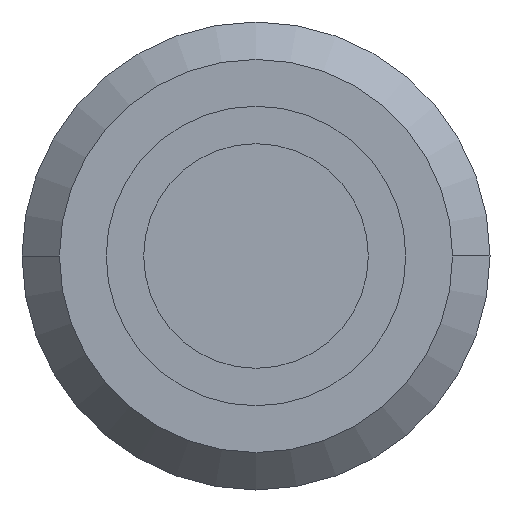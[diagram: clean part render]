
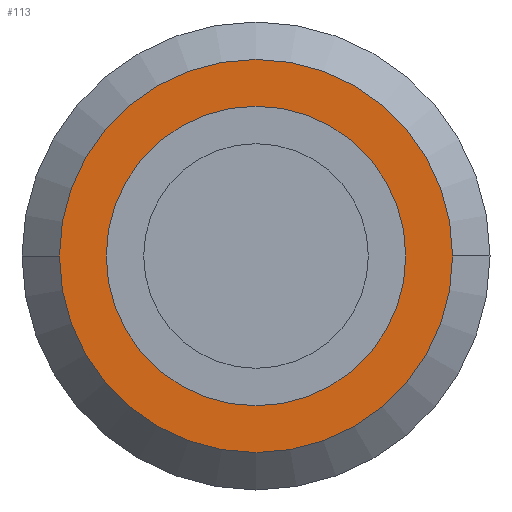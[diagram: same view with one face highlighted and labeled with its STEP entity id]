
A CAD part, left-side view. The second image highlights one B-rep face of the part: STEP entity #113.
In plain terms, the highlighted planar face has unit normal (-1, 0, 0).
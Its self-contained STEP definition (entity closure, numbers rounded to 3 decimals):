
#4 = EDGE_LOOP ( 'NONE', ( #234, #146 ) ) ;
#16 = FACE_BOUND ( 'NONE', #4, .T. ) ;
#19 = EDGE_CURVE ( 'NONE', #267, #274, #131, .T. ) ;
#36 = DIRECTION ( 'NONE',  ( -1., 0., 0. ) ) ;
#89 = AXIS2_PLACEMENT_3D ( 'NONE', #296, #393, #339 ) ;
#97 = DIRECTION ( 'NONE',  ( -1., 0., 0. ) ) ;
#106 = ORIENTED_EDGE ( 'NONE', *, *, #19, .T. ) ;
#113 = ADVANCED_FACE ( 'NONE', ( #16, #224 ), #388, .F. ) ;
#115 = VERTEX_POINT ( 'NONE', #636 ) ;
#131 = CIRCLE ( 'NONE', #495, 10.5 ) ;
#146 = ORIENTED_EDGE ( 'NONE', *, *, #183, .F. ) ;
#175 = AXIS2_PLACEMENT_3D ( 'NONE', #500, #36, #356 ) ;
#177 = DIRECTION ( 'NONE',  ( 0., 1., 0. ) ) ;
#179 = DIRECTION ( 'NONE',  ( -1., 0., 0. ) ) ;
#183 = EDGE_CURVE ( 'NONE', #115, #534, #214, .T. ) ;
#214 = CIRCLE ( 'NONE', #175, 8. ) ;
#224 = FACE_OUTER_BOUND ( 'NONE', #372, .T. ) ;
#229 = CIRCLE ( 'NONE', #272, 8. ) ;
#234 = ORIENTED_EDGE ( 'NONE', *, *, #551, .F. ) ;
#244 = CARTESIAN_POINT ( 'NONE',  ( 8., 10.5, 0. ) ) ;
#267 = VERTEX_POINT ( 'NONE', #667 ) ;
#272 = AXIS2_PLACEMENT_3D ( 'NONE', #512, #97, #549 ) ;
#274 = VERTEX_POINT ( 'NONE', #244 ) ;
#275 = CARTESIAN_POINT ( 'NONE',  ( 8., -8., 0. ) ) ;
#296 = CARTESIAN_POINT ( 'NONE',  ( 8., 0., 0. ) ) ;
#323 = CIRCLE ( 'NONE', #89, 10.5 ) ;
#335 = CARTESIAN_POINT ( 'NONE',  ( 8., 8., 0. ) ) ;
#339 = DIRECTION ( 'NONE',  ( 0., -1., 0. ) ) ;
#356 = DIRECTION ( 'NONE',  ( 0., -1., 0. ) ) ;
#361 = CARTESIAN_POINT ( 'NONE',  ( 8., 0., 0. ) ) ;
#372 = EDGE_LOOP ( 'NONE', ( #472, #106 ) ) ;
#388 = PLANE ( 'NONE',  #417 ) ;
#393 = DIRECTION ( 'NONE',  ( -1., 0., 0. ) ) ;
#417 = AXIS2_PLACEMENT_3D ( 'NONE', #335, #483, #177 ) ;
#438 = DIRECTION ( 'NONE',  ( 0., -1., 0. ) ) ;
#472 = ORIENTED_EDGE ( 'NONE', *, *, #571, .T. ) ;
#483 = DIRECTION ( 'NONE',  ( 1., 0., 0. ) ) ;
#495 = AXIS2_PLACEMENT_3D ( 'NONE', #361, #179, #438 ) ;
#500 = CARTESIAN_POINT ( 'NONE',  ( 8., 0., 0. ) ) ;
#512 = CARTESIAN_POINT ( 'NONE',  ( 8., 0., 0. ) ) ;
#534 = VERTEX_POINT ( 'NONE', #275 ) ;
#549 = DIRECTION ( 'NONE',  ( 0., -1., 0. ) ) ;
#551 = EDGE_CURVE ( 'NONE', #534, #115, #229, .T. ) ;
#571 = EDGE_CURVE ( 'NONE', #274, #267, #323, .T. ) ;
#636 = CARTESIAN_POINT ( 'NONE',  ( 8., 8., 0. ) ) ;
#667 = CARTESIAN_POINT ( 'NONE',  ( 8., -10.5, 0. ) ) ;
